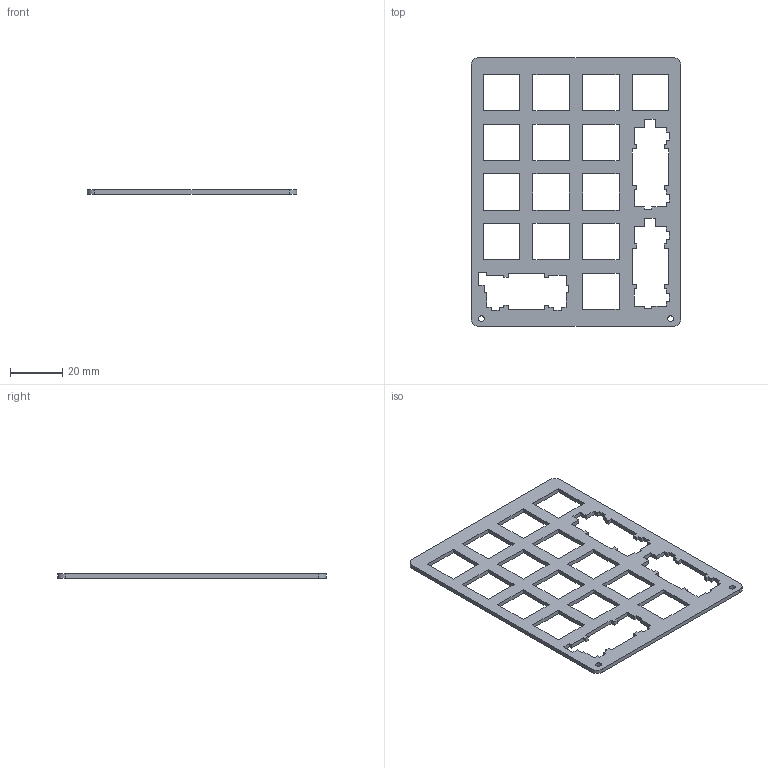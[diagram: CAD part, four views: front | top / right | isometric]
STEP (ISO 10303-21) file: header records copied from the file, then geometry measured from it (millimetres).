
FILE_DESCRIPTION(('KiCad electronic assembly'),'2;1');
FILE_NAME('NumPadPlate.step','2024-08-20T19:10:42',('Pcbnew'),('Kicad'), 'Open CASCADE STEP processor 7.8','KiCad to STEP converter','Unknown' );
FILE_SCHEMA(('AUTOMOTIVE_DESIGN { 1 0 10303 214 1 1 1 1 }'));
Length unit declared in the file: millimetre
Products named in the file (2): NumPadPlate 1; NumPadPlate_PCB
Assembly tree (1 placements, depth 2):
  NumPadPlate 1
    NumPadPlate_PCB
Bounding box: 80.58 x 103.22 x 1.6 mm (x, y, z)
Volume: 6884.3 mm3; surface area: 10985.2 mm2
Topology: 1 solids, 1 shells, 178 faces, 528 edges, 352 vertices
Faces by surface type: plane 172, cylinder 6
Full cylindrical faces by diameter (mm): 2.2 x2
Entity records: 5957 total; most frequent: CARTESIAN_POINT 1060, ORIENTED_EDGE 1056, DIRECTION 900, EDGE_CURVE 528, LINE 516, VECTOR 516, VERTEX_POINT 352, FACE_BOUND 216
